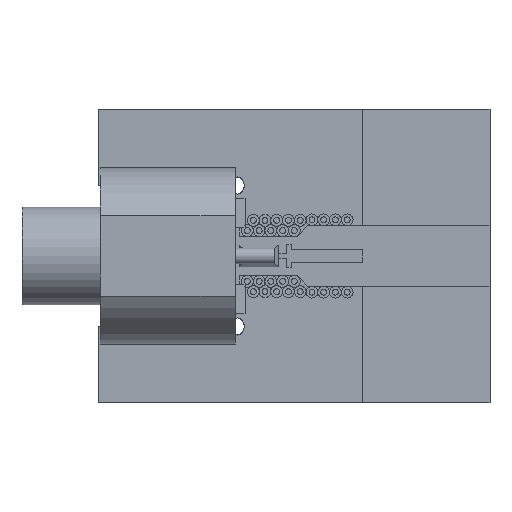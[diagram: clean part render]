
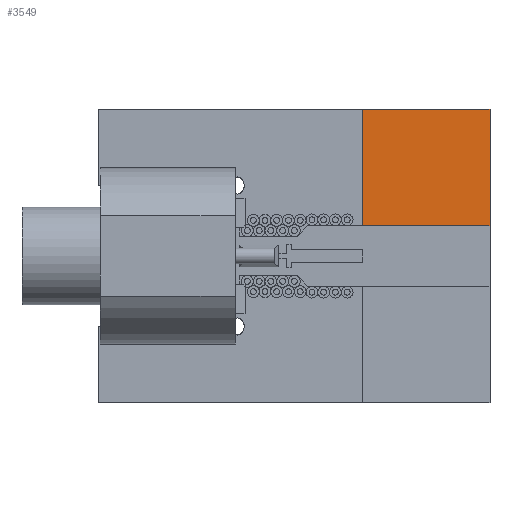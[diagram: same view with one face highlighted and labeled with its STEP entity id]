
A CAD part, top view. The second image highlights one B-rep face of the part: STEP entity #3549.
In plain terms, the highlighted planar face has unit normal (0, 0, 1).
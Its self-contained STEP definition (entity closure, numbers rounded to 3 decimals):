
#3235 = VERTEX_POINT('',#3236);
#3236 = CARTESIAN_POINT('',(13.5,7.5,0.04));
#3243 = PLANE('',#3244);
#3244 = AXIS2_PLACEMENT_3D('',#3245,#3246,#3247);
#3245 = CARTESIAN_POINT('',(13.5,7.5,0.));
#3246 = DIRECTION('',(0.,1.,0.));
#3247 = DIRECTION('',(1.,0.,0.));
#3255 = PLANE('',#3256);
#3256 = AXIS2_PLACEMENT_3D('',#3257,#3258,#3259);
#3257 = CARTESIAN_POINT('',(13.5,1.55,0.));
#3258 = DIRECTION('',(-1.,0.,0.));
#3259 = DIRECTION('',(0.,1.,0.));
#3267 = EDGE_CURVE('',#3235,#3268,#3270,.T.);
#3268 = VERTEX_POINT('',#3269);
#3269 = CARTESIAN_POINT('',(20.,7.5,0.04));
#3270 = SURFACE_CURVE('',#3271,(#3275,#3282),.PCURVE_S1.);
#3271 = LINE('',#3272,#3273);
#3272 = CARTESIAN_POINT('',(13.5,7.5,0.04));
#3273 = VECTOR('',#3274,1.);
#3274 = DIRECTION('',(1.,0.,0.));
#3275 = PCURVE('',#3243,#3276);
#3276 = DEFINITIONAL_REPRESENTATION('',(#3277),#3281);
#3277 = LINE('',#3278,#3279);
#3278 = CARTESIAN_POINT('',(0.,-0.04));
#3279 = VECTOR('',#3280,1.);
#3280 = DIRECTION('',(1.,0.));
#3281 = ( GEOMETRIC_REPRESENTATION_CONTEXT(2) 
PARAMETRIC_REPRESENTATION_CONTEXT() REPRESENTATION_CONTEXT('2D SPACE',''
  ) );
#3282 = PCURVE('',#3283,#3288);
#3283 = PLANE('',#3284);
#3284 = AXIS2_PLACEMENT_3D('',#3285,#3286,#3287);
#3285 = CARTESIAN_POINT('',(16.75,4.525,0.04));
#3286 = DIRECTION('',(0.,0.,1.));
#3287 = DIRECTION('',(1.,0.,0.));
#3288 = DEFINITIONAL_REPRESENTATION('',(#3289),#3293);
#3289 = LINE('',#3290,#3291);
#3290 = CARTESIAN_POINT('',(-3.25,2.975));
#3291 = VECTOR('',#3292,1.);
#3292 = DIRECTION('',(1.,0.));
#3293 = ( GEOMETRIC_REPRESENTATION_CONTEXT(2) 
PARAMETRIC_REPRESENTATION_CONTEXT() REPRESENTATION_CONTEXT('2D SPACE',''
  ) );
#3311 = PLANE('',#3312);
#3312 = AXIS2_PLACEMENT_3D('',#3313,#3314,#3315);
#3313 = CARTESIAN_POINT('',(20.,7.5,0.));
#3314 = DIRECTION('',(1.,0.,0.));
#3315 = DIRECTION('',(0.,-1.,0.));
#3353 = EDGE_CURVE('',#3268,#3354,#3356,.T.);
#3354 = VERTEX_POINT('',#3355);
#3355 = CARTESIAN_POINT('',(20.,1.55,0.04));
#3356 = SURFACE_CURVE('',#3357,(#3361,#3368),.PCURVE_S1.);
#3357 = LINE('',#3358,#3359);
#3358 = CARTESIAN_POINT('',(20.,7.5,0.04));
#3359 = VECTOR('',#3360,1.);
#3360 = DIRECTION('',(0.,-1.,0.));
#3361 = PCURVE('',#3311,#3362);
#3362 = DEFINITIONAL_REPRESENTATION('',(#3363),#3367);
#3363 = LINE('',#3364,#3365);
#3364 = CARTESIAN_POINT('',(0.,-0.04));
#3365 = VECTOR('',#3366,1.);
#3366 = DIRECTION('',(1.,0.));
#3367 = ( GEOMETRIC_REPRESENTATION_CONTEXT(2) 
PARAMETRIC_REPRESENTATION_CONTEXT() REPRESENTATION_CONTEXT('2D SPACE',''
  ) );
#3368 = PCURVE('',#3283,#3369);
#3369 = DEFINITIONAL_REPRESENTATION('',(#3370),#3374);
#3370 = LINE('',#3371,#3372);
#3371 = CARTESIAN_POINT('',(3.25,2.975));
#3372 = VECTOR('',#3373,1.);
#3373 = DIRECTION('',(0.,-1.));
#3374 = ( GEOMETRIC_REPRESENTATION_CONTEXT(2) 
PARAMETRIC_REPRESENTATION_CONTEXT() REPRESENTATION_CONTEXT('2D SPACE',''
  ) );
#3392 = PLANE('',#3393);
#3393 = AXIS2_PLACEMENT_3D('',#3394,#3395,#3396);
#3394 = CARTESIAN_POINT('',(20.,1.55,0.));
#3395 = DIRECTION('',(0.,-1.,0.));
#3396 = DIRECTION('',(-1.,0.,0.));
#3429 = EDGE_CURVE('',#3354,#3430,#3432,.T.);
#3430 = VERTEX_POINT('',#3431);
#3431 = CARTESIAN_POINT('',(13.5,1.55,0.04));
#3432 = SURFACE_CURVE('',#3433,(#3437,#3444),.PCURVE_S1.);
#3433 = LINE('',#3434,#3435);
#3434 = CARTESIAN_POINT('',(20.,1.55,0.04));
#3435 = VECTOR('',#3436,1.);
#3436 = DIRECTION('',(-1.,0.,0.));
#3437 = PCURVE('',#3392,#3438);
#3438 = DEFINITIONAL_REPRESENTATION('',(#3439),#3443);
#3439 = LINE('',#3440,#3441);
#3440 = CARTESIAN_POINT('',(0.,-0.04));
#3441 = VECTOR('',#3442,1.);
#3442 = DIRECTION('',(1.,0.));
#3443 = ( GEOMETRIC_REPRESENTATION_CONTEXT(2) 
PARAMETRIC_REPRESENTATION_CONTEXT() REPRESENTATION_CONTEXT('2D SPACE',''
  ) );
#3444 = PCURVE('',#3283,#3445);
#3445 = DEFINITIONAL_REPRESENTATION('',(#3446),#3450);
#3446 = LINE('',#3447,#3448);
#3447 = CARTESIAN_POINT('',(3.25,-2.975));
#3448 = VECTOR('',#3449,1.);
#3449 = DIRECTION('',(-1.,0.));
#3450 = ( GEOMETRIC_REPRESENTATION_CONTEXT(2) 
PARAMETRIC_REPRESENTATION_CONTEXT() REPRESENTATION_CONTEXT('2D SPACE',''
  ) );
#3500 = EDGE_CURVE('',#3430,#3235,#3501,.T.);
#3501 = SURFACE_CURVE('',#3502,(#3506,#3513),.PCURVE_S1.);
#3502 = LINE('',#3503,#3504);
#3503 = CARTESIAN_POINT('',(13.5,1.55,0.04));
#3504 = VECTOR('',#3505,1.);
#3505 = DIRECTION('',(0.,1.,0.));
#3506 = PCURVE('',#3255,#3507);
#3507 = DEFINITIONAL_REPRESENTATION('',(#3508),#3512);
#3508 = LINE('',#3509,#3510);
#3509 = CARTESIAN_POINT('',(0.,-0.04));
#3510 = VECTOR('',#3511,1.);
#3511 = DIRECTION('',(1.,0.));
#3512 = ( GEOMETRIC_REPRESENTATION_CONTEXT(2) 
PARAMETRIC_REPRESENTATION_CONTEXT() REPRESENTATION_CONTEXT('2D SPACE',''
  ) );
#3513 = PCURVE('',#3283,#3514);
#3514 = DEFINITIONAL_REPRESENTATION('',(#3515),#3519);
#3515 = LINE('',#3516,#3517);
#3516 = CARTESIAN_POINT('',(-3.25,-2.975));
#3517 = VECTOR('',#3518,1.);
#3518 = DIRECTION('',(0.,1.));
#3519 = ( GEOMETRIC_REPRESENTATION_CONTEXT(2) 
PARAMETRIC_REPRESENTATION_CONTEXT() REPRESENTATION_CONTEXT('2D SPACE',''
  ) );
#3549 = ADVANCED_FACE('',(#3550),#3283,.T.);
#3550 = FACE_BOUND('',#3551,.F.);
#3551 = EDGE_LOOP('',(#3552,#3553,#3554,#3555));
#3552 = ORIENTED_EDGE('',*,*,#3267,.T.);
#3553 = ORIENTED_EDGE('',*,*,#3353,.T.);
#3554 = ORIENTED_EDGE('',*,*,#3429,.T.);
#3555 = ORIENTED_EDGE('',*,*,#3500,.T.);
